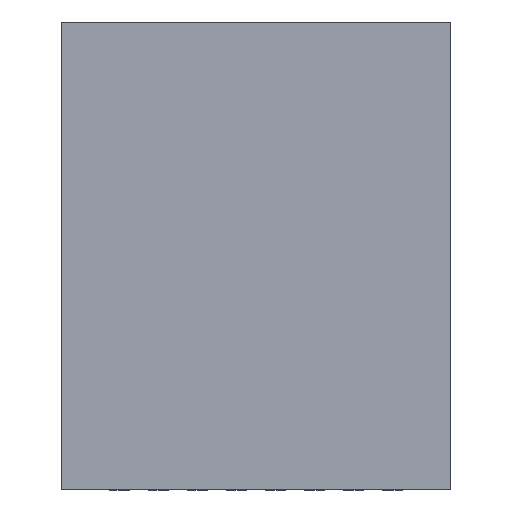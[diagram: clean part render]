
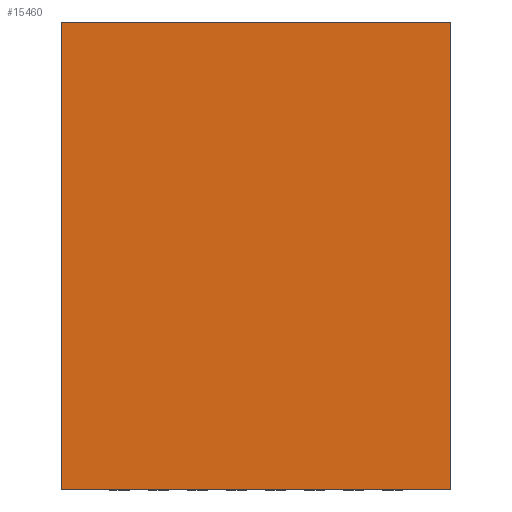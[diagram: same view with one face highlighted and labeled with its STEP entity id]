
A CAD part, top view. The second image highlights one B-rep face of the part: STEP entity #15460.
In plain terms, the highlighted face is planar.
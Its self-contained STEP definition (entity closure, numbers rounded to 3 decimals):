
#11795=DIRECTION('',(0.,0.,1.));
#11796=VECTOR('',#11795,6.);
#11797=CARTESIAN_POINT('',(-2.5,0.975,-3.));
#11798=LINE('',#11797,#11796);
#11802=DIRECTION('',(-1.,0.,0.));
#11803=VECTOR('',#11802,5.);
#11804=CARTESIAN_POINT('',(2.5,0.975,-3.));
#11805=LINE('',#11804,#11803);
#11809=DIRECTION('',(0.,0.,-1.));
#11810=VECTOR('',#11809,6.);
#11811=CARTESIAN_POINT('',(2.5,0.975,3.));
#11812=LINE('',#11811,#11810);
#11816=DIRECTION('',(1.,0.,0.));
#11817=VECTOR('',#11816,5.);
#11818=CARTESIAN_POINT('',(-2.5,0.975,3.));
#11819=LINE('',#11818,#11817);
#12837=CARTESIAN_POINT('',(-2.5,0.975,-3.));
#12838=CARTESIAN_POINT('',(-2.5,0.975,3.));
#12839=VERTEX_POINT('',#12837);
#12840=VERTEX_POINT('',#12838);
#12841=CARTESIAN_POINT('',(2.5,0.975,3.));
#12842=VERTEX_POINT('',#12841);
#12843=CARTESIAN_POINT('',(2.5,0.975,-3.));
#12844=VERTEX_POINT('',#12843);
#15449=CARTESIAN_POINT('',(0.,0.975,0.));
#15450=DIRECTION('',(0.,1.,0.));
#15451=DIRECTION('',(1.,0.,0.));
#15452=AXIS2_PLACEMENT_3D('',#15449,#15450,#15451);
#15453=PLANE('',#15452);
#15454=ORIENTED_EDGE('',*,*,#13991,.F.);
#15455=ORIENTED_EDGE('',*,*,#14132,.F.);
#15456=ORIENTED_EDGE('',*,*,#14870,.F.);
#15457=ORIENTED_EDGE('',*,*,#15286,.F.);
#15458=EDGE_LOOP('',(#15454,#15455,#15456,#15457));
#15459=FACE_OUTER_BOUND('',#15458,.F.);
#15460=ADVANCED_FACE('',(#15459),#15453,.T.);
#13991=EDGE_CURVE('',#12839,#12840,#11798,.T.);
#14132=EDGE_CURVE('',#12844,#12839,#11805,.T.);
#14870=EDGE_CURVE('',#12842,#12844,#11812,.T.);
#15286=EDGE_CURVE('',#12840,#12842,#11819,.T.);
